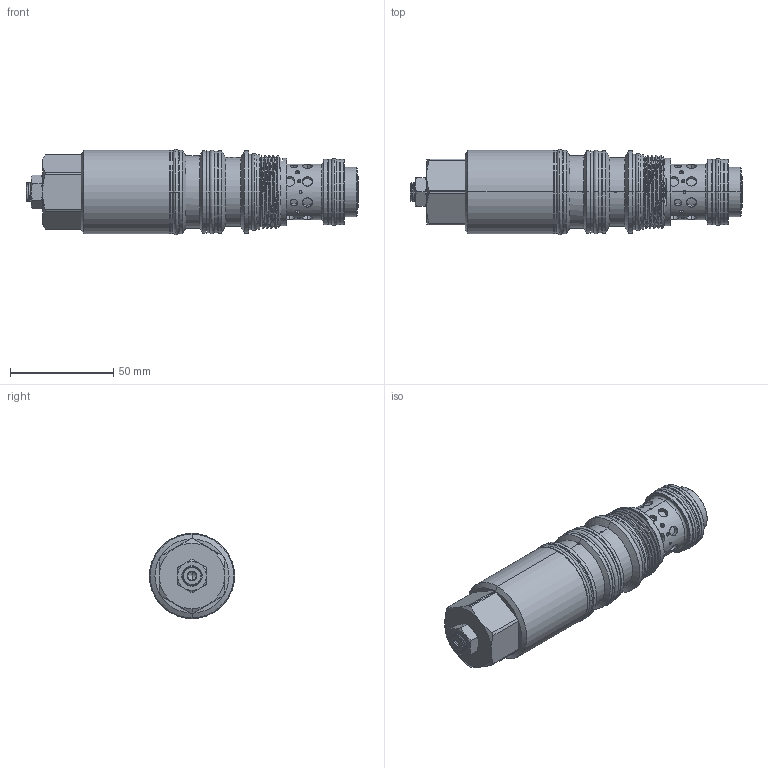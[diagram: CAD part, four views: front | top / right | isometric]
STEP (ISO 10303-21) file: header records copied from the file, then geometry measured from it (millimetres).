
FILE_DESCRIPTION (( 'STEP AP203' ), '1' );
FILE_NAME ('MW23A4A(4C)(4D)-L.STEP', '2016-06-07T05:19:15', ( '' ), ( '' ), 'SwSTEP 2.0', 'SolidWorks 2012', '' );
FILE_SCHEMA (( 'CONFIG_CONTROL_DESIGN' ));
Length unit declared in the file: millimetre
Products named in the file (1): MW23A4A(4C)(4D)-L
Bounding box: 160.47 x 41.18 x 41.18 mm (x, y, z)
Volume: 147220.3 mm3; surface area: 34519.6 mm2
Topology: 8 solids, 9 shells, 417 faces, 933 edges, 567 vertices
Faces by surface type: cylinder 221, plane 78, cone 78, torus 35, bspline 5
Entity records: 18895 total; most frequent: CARTESIAN_POINT 9877, ORIENTED_EDGE 1862, DIRECTION 1828, EDGE_CURVE 931, AXIS2_PLACEMENT_3D 764, VERTEX_POINT 567, EDGE_LOOP 474, FACE_OUTER_BOUND 417
